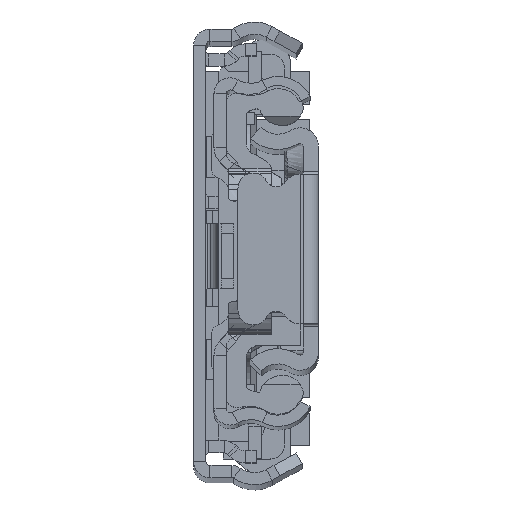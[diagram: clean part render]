
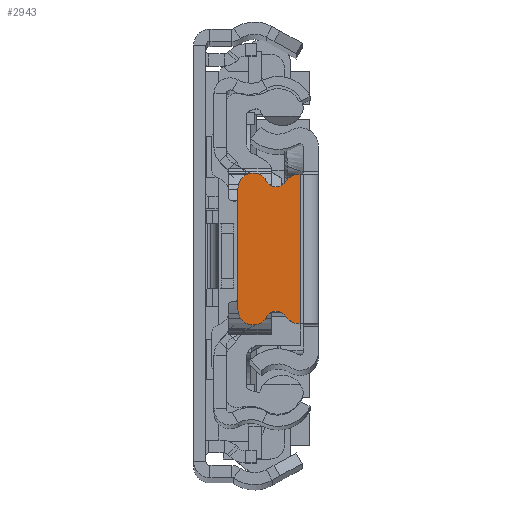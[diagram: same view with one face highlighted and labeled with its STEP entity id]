
A CAD part, top view. The second image highlights one B-rep face of the part: STEP entity #2943.
In plain terms, the highlighted planar face has unit normal (0, 0, 1).
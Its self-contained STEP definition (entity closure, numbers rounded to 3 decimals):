
#226 = DIRECTION ( 'NONE',  ( -1., 0., 0. ) ) ;
#715 = DIRECTION ( 'NONE',  ( 0., 0., -1. ) ) ;
#754 = VECTOR ( 'NONE', #18070, 1000. ) ;
#1050 = EDGE_CURVE ( 'NONE', #24131, #20161, #10191, .T. ) ;
#1101 = VERTEX_POINT ( 'NONE', #29377 ) ;
#1259 = DIRECTION ( 'NONE',  ( 1., 0., 0. ) ) ;
#1514 = EDGE_CURVE ( 'NONE', #10562, #22692, #20810, .T. ) ;
#2529 = DIRECTION ( 'NONE',  ( 0., 0., 1. ) ) ;
#2620 = EDGE_CURVE ( 'NONE', #7385, #15868, #18782, .T. ) ;
#2843 = EDGE_CURVE ( 'NONE', #20161, #28496, #20598, .T. ) ;
#2943 = ADVANCED_FACE ( 'NONE', ( #20450 ), #8839, .T. ) ;
#3319 = CARTESIAN_POINT ( 'NONE',  ( -3.206, -6.658, 0. ) ) ;
#3407 = ORIENTED_EDGE ( 'NONE', *, *, #12033, .F. ) ;
#3446 = ORIENTED_EDGE ( 'NONE', *, *, #1514, .F. ) ;
#3788 = EDGE_CURVE ( 'NONE', #27121, #19106, #28746, .T. ) ;
#3861 = AXIS2_PLACEMENT_3D ( 'NONE', #6183, #4190, #31645 ) ;
#3887 = CARTESIAN_POINT ( 'NONE',  ( -5.109, 6.713, 0. ) ) ;
#4141 = CARTESIAN_POINT ( 'NONE',  ( -1.75, -7.37, 0. ) ) ;
#4190 = DIRECTION ( 'NONE',  ( 0., 0., 1. ) ) ;
#5735 = DIRECTION ( 'NONE',  ( 0., -1., 0. ) ) ;
#5819 = DIRECTION ( 'NONE',  ( -1., 0., 0. ) ) ;
#5825 = DIRECTION ( 'NONE',  ( 1., 0., 0. ) ) ;
#6183 = CARTESIAN_POINT ( 'NONE',  ( -6.429, 6., 0. ) ) ;
#6305 = AXIS2_PLACEMENT_3D ( 'NONE', #15643, #715, #5819 ) ;
#7385 = VERTEX_POINT ( 'NONE', #28331 ) ;
#7535 = CARTESIAN_POINT ( 'NONE',  ( -1.929, -7.37, 0. ) ) ;
#7784 = CARTESIAN_POINT ( 'NONE',  ( -1.929, 5.87, 0. ) ) ;
#8258 = DIRECTION ( 'NONE',  ( 0., -1., 0. ) ) ;
#8290 = CARTESIAN_POINT ( 'NONE',  ( -1.929, -5.87, 0. ) ) ;
#8687 = CARTESIAN_POINT ( 'NONE',  ( -7.929, -6., 0. ) ) ;
#8839 = PLANE ( 'NONE',  #9384 ) ;
#9384 = AXIS2_PLACEMENT_3D ( 'NONE', #23693, #21229, #1259 ) ;
#9903 = DIRECTION ( 'NONE',  ( 0., 0., -1. ) ) ;
#10175 = EDGE_CURVE ( 'NONE', #7385, #1101, #18601, .T. ) ;
#10191 = CIRCLE ( 'NONE', #3861, 1.5 ) ;
#10562 = VERTEX_POINT ( 'NONE', #4141 ) ;
#11302 = CARTESIAN_POINT ( 'NONE',  ( -6.429, -6., 0. ) ) ;
#11587 = CARTESIAN_POINT ( 'NONE',  ( -1.929, 7.37, 0. ) ) ;
#11651 = LINE ( 'NONE', #16531, #13388 ) ;
#11979 = ORIENTED_EDGE ( 'NONE', *, *, #13546, .T. ) ;
#12033 = EDGE_CURVE ( 'NONE', #1101, #10562, #11651, .T. ) ;
#13388 = VECTOR ( 'NONE', #8258, 1000. ) ;
#13546 = EDGE_CURVE ( 'NONE', #19106, #22692, #27980, .T. ) ;
#13833 = DIRECTION ( 'NONE',  ( 0., 0., 1. ) ) ;
#13911 = DIRECTION ( 'NONE',  ( 1., 0., 0. ) ) ;
#15643 = CARTESIAN_POINT ( 'NONE',  ( -4.142, -7.236, 0. ) ) ;
#15868 = VERTEX_POINT ( 'NONE', #27456 ) ;
#16531 = CARTESIAN_POINT ( 'NONE',  ( -1.75, 0., 0. ) ) ;
#16805 = AXIS2_PLACEMENT_3D ( 'NONE', #11302, #18826, #13911 ) ;
#17694 = ORIENTED_EDGE ( 'NONE', *, *, #3788, .T. ) ;
#17756 = AXIS2_PLACEMENT_3D ( 'NONE', #7784, #2529, #226 ) ;
#17915 = CARTESIAN_POINT ( 'NONE',  ( -1.929, -7.37, 0. ) ) ;
#18070 = DIRECTION ( 'NONE',  ( -1., 0., 0. ) ) ;
#18168 = ORIENTED_EDGE ( 'NONE', *, *, #1050, .T. ) ;
#18181 = CARTESIAN_POINT ( 'NONE',  ( -7.929, -6., 0. ) ) ;
#18601 = LINE ( 'NONE', #11587, #23359 ) ;
#18782 = CIRCLE ( 'NONE', #17756, 1.5 ) ;
#18826 = DIRECTION ( 'NONE',  ( 0., 0., 1. ) ) ;
#19106 = VERTEX_POINT ( 'NONE', #3319 ) ;
#19257 = DIRECTION ( 'NONE',  ( 1., 0., 0. ) ) ;
#19866 = DIRECTION ( 'NONE',  ( 1., 0., 0. ) ) ;
#20161 = VERTEX_POINT ( 'NONE', #22643 ) ;
#20450 = FACE_OUTER_BOUND ( 'NONE', #28898, .T. ) ;
#20598 = LINE ( 'NONE', #18181, #29708 ) ;
#20810 = LINE ( 'NONE', #17915, #754 ) ;
#20939 = ORIENTED_EDGE ( 'NONE', *, *, #10175, .F. ) ;
#21229 = DIRECTION ( 'NONE',  ( 0., 0., 1. ) ) ;
#21864 = AXIS2_PLACEMENT_3D ( 'NONE', #29646, #9903, #19866 ) ;
#22643 = CARTESIAN_POINT ( 'NONE',  ( -7.929, 6., 0. ) ) ;
#22692 = VERTEX_POINT ( 'NONE', #7535 ) ;
#22740 = ORIENTED_EDGE ( 'NONE', *, *, #2843, .T. ) ;
#23359 = VECTOR ( 'NONE', #19257, 1000. ) ;
#23693 = CARTESIAN_POINT ( 'NONE',  ( 292.771, 0., 0. ) ) ;
#24080 = CIRCLE ( 'NONE', #16805, 1.5 ) ;
#24131 = VERTEX_POINT ( 'NONE', #3887 ) ;
#24704 = ORIENTED_EDGE ( 'NONE', *, *, #25891, .T. ) ;
#25891 = EDGE_CURVE ( 'NONE', #28496, #27121, #24080, .T. ) ;
#26192 = ORIENTED_EDGE ( 'NONE', *, *, #2620, .T. ) ;
#26491 = AXIS2_PLACEMENT_3D ( 'NONE', #8290, #13833, #5825 ) ;
#27121 = VERTEX_POINT ( 'NONE', #31015 ) ;
#27456 = CARTESIAN_POINT ( 'NONE',  ( -3.206, 6.658, 0. ) ) ;
#27980 = CIRCLE ( 'NONE', #26491, 1.5 ) ;
#28331 = CARTESIAN_POINT ( 'NONE',  ( -1.929, 7.37, 0. ) ) ;
#28496 = VERTEX_POINT ( 'NONE', #8687 ) ;
#28647 = CIRCLE ( 'NONE', #21864, 1.1 ) ;
#28746 = CIRCLE ( 'NONE', #6305, 1.1 ) ;
#28898 = EDGE_LOOP ( 'NONE', ( #3407, #20939, #26192, #29291, #18168, #22740, #24704, #17694, #11979, #3446 ) ) ;
#29291 = ORIENTED_EDGE ( 'NONE', *, *, #31779, .T. ) ;
#29377 = CARTESIAN_POINT ( 'NONE',  ( -1.75, 7.37, 0. ) ) ;
#29646 = CARTESIAN_POINT ( 'NONE',  ( -4.142, 7.236, 0. ) ) ;
#29708 = VECTOR ( 'NONE', #5735, 1000. ) ;
#31015 = CARTESIAN_POINT ( 'NONE',  ( -5.109, -6.713, 0. ) ) ;
#31645 = DIRECTION ( 'NONE',  ( -1., 0., 0. ) ) ;
#31779 = EDGE_CURVE ( 'NONE', #15868, #24131, #28647, .T. ) ;
